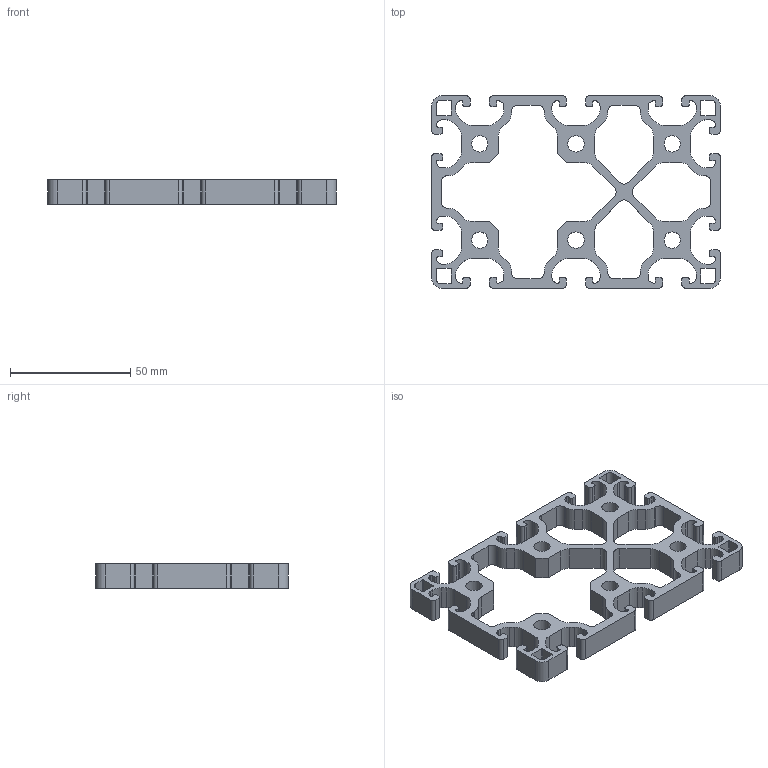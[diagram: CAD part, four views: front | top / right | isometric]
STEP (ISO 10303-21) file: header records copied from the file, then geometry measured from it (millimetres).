
FILE_DESCRIPTION((''),'2;1');
FILE_NAME('Profile 80x120L I-Type slot 8.stp','2016-03-18T12:20:04',('User'),(''),'Autodesk Inventor 2009','Autodesk Inventor 2009','');
FILE_SCHEMA(('AUTOMOTIVE_DESIGN { 1 0 10303 214 1 1 1 1 }'));
Length unit declared in the file: millimetre
Products named in the file (1): Profile 80x120L I-Type slot 8
Bounding box: 120 x 80 x 10 mm (x, y, z)
Volume: 30405.3 mm3; surface area: 22118.3 mm2
Topology: 1 solids, 1 shells, 432 faces, 1290 edges, 860 vertices
Faces by surface type: plane 218, cylinder 214
Full cylindrical faces by diameter (mm): 6.8 x6
Entity records: 14694 total; most frequent: DIRECTION 2578, CARTESIAN_POINT 2577, ORIENTED_EDGE 2568, EDGE_CURVE 1284, AXIS2_PLACEMENT_3D 861, VERTEX_POINT 860, VECTOR 856, LINE 856
